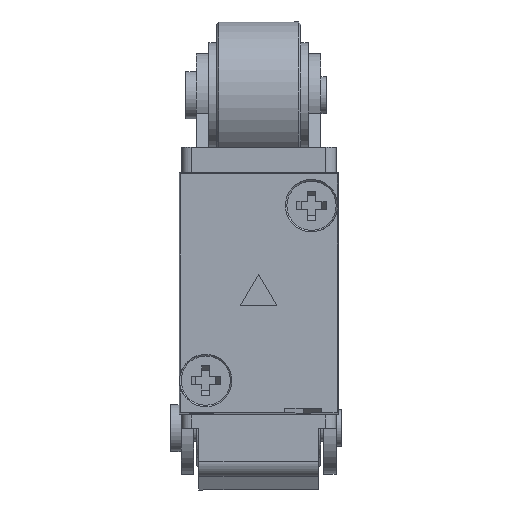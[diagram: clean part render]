
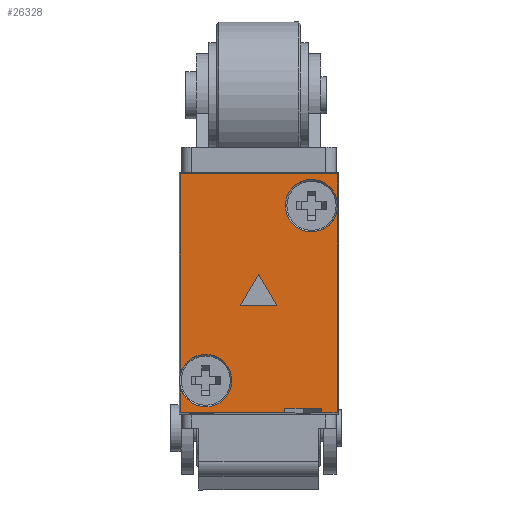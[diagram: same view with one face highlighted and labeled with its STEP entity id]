
A CAD part, top view. The second image highlights one B-rep face of the part: STEP entity #26328.
In plain terms, the highlighted planar face has unit normal (0, 0, 1).
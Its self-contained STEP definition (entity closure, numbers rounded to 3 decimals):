
#294 = DIRECTION ( 'NONE',  ( 0., 0., 1. ) ) ;
#492 = CARTESIAN_POINT ( 'NONE',  ( -5.05, -8.35, 0. ) ) ;
#504 = DIRECTION ( 'NONE',  ( 0., -1., 0. ) ) ;
#1710 = DIRECTION ( 'NONE',  ( 0., 0., 1. ) ) ;
#1816 = VECTOR ( 'NONE', #18706, 1000. ) ;
#1819 = LINE ( 'NONE', #18812, #1816 ) ;
#1822 = VECTOR ( 'NONE', #18816, 1000. ) ;
#1824 = LINE ( 'NONE', #18486, #1822 ) ;
#1825 = VECTOR ( 'NONE', #18839, 1000. ) ;
#1827 = LINE ( 'NONE', #18482, #1825 ) ;
#1829 = VECTOR ( 'NONE', #18443, 1000. ) ;
#1832 = LINE ( 'NONE', #18387, #1829 ) ;
#1833 = VECTOR ( 'NONE', #18834, 1000. ) ;
#1834 = LINE ( 'NONE', #18374, #1833 ) ;
#1836 = VECTOR ( 'NONE', #18614, 1000. ) ;
#1838 = LINE ( 'NONE', #19016, #1836 ) ;
#1840 = VECTOR ( 'NONE', #18901, 1000. ) ;
#1842 = LINE ( 'NONE', #18605, #1840 ) ;
#1844 = VECTOR ( 'NONE', #18811, 1000. ) ;
#1848 = CIRCLE ( 'NONE', #6705, 2.5 ) ;
#1878 = LINE ( 'NONE', #18673, #1844 ) ;
#1917 = VECTOR ( 'NONE', #18240, 1000. ) ;
#1919 = LINE ( 'NONE', #18136, #1917 ) ;
#1920 = VECTOR ( 'NONE', #18145, 1000. ) ;
#1921 = LINE ( 'NONE', #18147, #1920 ) ;
#1923 = VECTOR ( 'NONE', #18157, 1000. ) ;
#1926 = LINE ( 'NONE', #18176, #1923 ) ;
#1928 = VECTOR ( 'NONE', #19156, 1000. ) ;
#1929 = CIRCLE ( 'NONE', #6567, 2.5 ) ;
#1931 = LINE ( 'NONE', #18137, #1928 ) ;
#1936 = VECTOR ( 'NONE', #18381, 1000. ) ;
#1937 = LINE ( 'NONE', #18337, #1936 ) ;
#2037 = PLANE ( 'NONE',  #5489 ) ;
#2194 = CARTESIAN_POINT ( 'NONE',  ( -7.5, -11.4, 0. ) ) ;
#2215 = DIRECTION ( 'NONE',  ( 1., 0., 0. ) ) ;
#4457 = FACE_BOUND ( 'NONE', #16794, .T. ) ;
#4458 = FACE_OUTER_BOUND ( 'NONE', #16611, .T. ) ;
#5489 = AXIS2_PLACEMENT_3D ( 'NONE', #2194, #1710, #2215 ) ;
#6308 = CIRCLE ( 'NONE', #11640, 2.5 ) ;
#6492 = CIRCLE ( 'NONE', #11665, 2.5 ) ;
#6567 = AXIS2_PLACEMENT_3D ( 'NONE', #19221, #18140, #18159 ) ;
#6705 = AXIS2_PLACEMENT_3D ( 'NONE', #19132, #18818, #18710 ) ;
#8448 = CARTESIAN_POINT ( 'NONE',  ( -7.5, -7.853, 0. ) ) ;
#8467 = CARTESIAN_POINT ( 'NONE',  ( -5.05, -5.85, 0. ) ) ;
#8482 = CARTESIAN_POINT ( 'NONE',  ( -5.05, -10.85, 0. ) ) ;
#9515 = DIRECTION ( 'NONE',  ( 0., 0., 1. ) ) ;
#9984 = DIRECTION ( 'NONE',  ( 0., -1., 0. ) ) ;
#10104 = CARTESIAN_POINT ( 'NONE',  ( -5.05, -8.35, 0. ) ) ;
#11640 = AXIS2_PLACEMENT_3D ( 'NONE', #10104, #9515, #9984 ) ;
#11665 = AXIS2_PLACEMENT_3D ( 'NONE', #492, #294, #504 ) ;
#12376 = VERTEX_POINT ( 'NONE', #25257 ) ;
#12381 = VERTEX_POINT ( 'NONE', #25120 ) ;
#12409 = VERTEX_POINT ( 'NONE', #25384 ) ;
#12432 = VERTEX_POINT ( 'NONE', #25379 ) ;
#12444 = VERTEX_POINT ( 'NONE', #25240 ) ;
#12445 = VERTEX_POINT ( 'NONE', #25362 ) ;
#12500 = VERTEX_POINT ( 'NONE', #25024 ) ;
#12531 = VERTEX_POINT ( 'NONE', #25663 ) ;
#12627 = VERTEX_POINT ( 'NONE', #25447 ) ;
#12660 = VERTEX_POINT ( 'NONE', #25642 ) ;
#12716 = VERTEX_POINT ( 'NONE', #25060 ) ;
#12784 = VERTEX_POINT ( 'NONE', #25565 ) ;
#12821 = VERTEX_POINT ( 'NONE', #25176 ) ;
#12822 = VERTEX_POINT ( 'NONE', #25139 ) ;
#16611 = EDGE_LOOP ( 'NONE', ( #20013, #20012, #20011, #20010, #20009, #20008, #20007, #20006, #20005, #20004, #20003, #20002, #20001, #20000 ) ) ;
#16794 = EDGE_LOOP ( 'NONE', ( #20016, #20015, #20014 ) ) ;
#18136 = CARTESIAN_POINT ( 'NONE',  ( 7.5, -11.4, 0. ) ) ;
#18137 = CARTESIAN_POINT ( 'NONE',  ( -7.5, -11.4, 0. ) ) ;
#18140 = DIRECTION ( 'NONE',  ( 0., 0., 1. ) ) ;
#18145 = DIRECTION ( 'NONE',  ( 0., -1., 0. ) ) ;
#18147 = CARTESIAN_POINT ( 'NONE',  ( -7.5, -11.4, 0. ) ) ;
#18157 = DIRECTION ( 'NONE',  ( -1., 0., 0. ) ) ;
#18159 = DIRECTION ( 'NONE',  ( 0., -1., 0. ) ) ;
#18176 = CARTESIAN_POINT ( 'NONE',  ( -7.5, 11.4, 0. ) ) ;
#18240 = DIRECTION ( 'NONE',  ( 0., 1., 0. ) ) ;
#18337 = CARTESIAN_POINT ( 'NONE',  ( -7.5, -11.4, 0. ) ) ;
#18374 = CARTESIAN_POINT ( 'NONE',  ( 6., -11.5, 0. ) ) ;
#18381 = DIRECTION ( 'NONE',  ( 1., 0., 0. ) ) ;
#18387 = CARTESIAN_POINT ( 'NONE',  ( -1.75, -1.203, 0. ) ) ;
#18443 = DIRECTION ( 'NONE',  ( -0.504, -0.864, 0. ) ) ;
#18482 = CARTESIAN_POINT ( 'NONE',  ( 2.5, -11.5, 0. ) ) ;
#18486 = CARTESIAN_POINT ( 'NONE',  ( -1.75, -1.203, 0. ) ) ;
#18605 = CARTESIAN_POINT ( 'NONE',  ( 7.5, -11.4, 0. ) ) ;
#18614 = DIRECTION ( 'NONE',  ( 1., 0., 0. ) ) ;
#18673 = CARTESIAN_POINT ( 'NONE',  ( -7.5, -11.4, 0. ) ) ;
#18706 = DIRECTION ( 'NONE',  ( -0.504, 0.864, 0. ) ) ;
#18710 = DIRECTION ( 'NONE',  ( 1., 0., 0. ) ) ;
#18811 = DIRECTION ( 'NONE',  ( 1., 0., 0. ) ) ;
#18812 = CARTESIAN_POINT ( 'NONE',  ( 1.75, -1.203, 0. ) ) ;
#18816 = DIRECTION ( 'NONE',  ( 1., 0., 0. ) ) ;
#18818 = DIRECTION ( 'NONE',  ( 0., 0., 1. ) ) ;
#18834 = DIRECTION ( 'NONE',  ( 0., 1., 0. ) ) ;
#18839 = DIRECTION ( 'NONE',  ( 0., 1., 0. ) ) ;
#18901 = DIRECTION ( 'NONE',  ( 0., 1., 0. ) ) ;
#19016 = CARTESIAN_POINT ( 'NONE',  ( 6., -11., 0. ) ) ;
#19132 = CARTESIAN_POINT ( 'NONE',  ( 5.05, 8.35, 0. ) ) ;
#19156 = DIRECTION ( 'NONE',  ( 0., -1., 0. ) ) ;
#19221 = CARTESIAN_POINT ( 'NONE',  ( -5.05, -8.35, 0. ) ) ;
#20000 = ORIENTED_EDGE ( 'NONE', *, *, #24773, .T. ) ;
#20001 = ORIENTED_EDGE ( 'NONE', *, *, #24776, .T. ) ;
#20002 = ORIENTED_EDGE ( 'NONE', *, *, #24775, .F. ) ;
#20003 = ORIENTED_EDGE ( 'NONE', *, *, #20724, .F. ) ;
#20004 = ORIENTED_EDGE ( 'NONE', *, *, #20784, .F. ) ;
#20005 = ORIENTED_EDGE ( 'NONE', *, *, #24778, .T. ) ;
#20006 = ORIENTED_EDGE ( 'NONE', *, *, #24777, .T. ) ;
#20007 = ORIENTED_EDGE ( 'NONE', *, *, #24779, .T. ) ;
#20008 = ORIENTED_EDGE ( 'NONE', *, *, #24780, .F. ) ;
#20009 = ORIENTED_EDGE ( 'NONE', *, *, #24782, .T. ) ;
#20010 = ORIENTED_EDGE ( 'NONE', *, *, #24781, .T. ) ;
#20011 = ORIENTED_EDGE ( 'NONE', *, *, #24784, .F. ) ;
#20012 = ORIENTED_EDGE ( 'NONE', *, *, #24783, .T. ) ;
#20013 = ORIENTED_EDGE ( 'NONE', *, *, #24786, .T. ) ;
#20014 = ORIENTED_EDGE ( 'NONE', *, *, #24785, .F. ) ;
#20015 = ORIENTED_EDGE ( 'NONE', *, *, #24787, .F. ) ;
#20016 = ORIENTED_EDGE ( 'NONE', *, *, #24788, .F. ) ;
#20724 = EDGE_CURVE ( 'NONE', #27885, #27894, #6492, .T. ) ;
#20784 = EDGE_CURVE ( 'NONE', #27894, #27906, #6308, .T. ) ;
#24773 = EDGE_CURVE ( 'NONE', #12822, #12660, #1937, .T. ) ;
#24775 = EDGE_CURVE ( 'NONE', #12445, #27885, #1929, .T. ) ;
#24776 = EDGE_CURVE ( 'NONE', #12445, #12822, #1931, .T. ) ;
#24777 = EDGE_CURVE ( 'NONE', #12409, #12716, #1926, .T. ) ;
#24778 = EDGE_CURVE ( 'NONE', #12716, #27906, #1921, .T. ) ;
#24779 = EDGE_CURVE ( 'NONE', #12531, #12409, #1919, .T. ) ;
#24780 = EDGE_CURVE ( 'NONE', #12531, #12784, #1848, .T. ) ;
#24781 = EDGE_CURVE ( 'NONE', #12627, #12376, #1878, .T. ) ;
#24782 = EDGE_CURVE ( 'NONE', #12376, #12784, #1842, .T. ) ;
#24783 = EDGE_CURVE ( 'NONE', #12500, #12381, #1838, .T. ) ;
#24784 = EDGE_CURVE ( 'NONE', #12627, #12381, #1834, .T. ) ;
#24785 = EDGE_CURVE ( 'NONE', #12444, #12432, #1832, .T. ) ;
#24786 = EDGE_CURVE ( 'NONE', #12660, #12500, #1827, .T. ) ;
#24787 = EDGE_CURVE ( 'NONE', #12432, #12821, #1824, .T. ) ;
#24788 = EDGE_CURVE ( 'NONE', #12821, #12444, #1819, .T. ) ;
#25024 = CARTESIAN_POINT ( 'NONE',  ( 2.5, -11., 0. ) ) ;
#25060 = CARTESIAN_POINT ( 'NONE',  ( -7.5, 11.4, 0. ) ) ;
#25120 = CARTESIAN_POINT ( 'NONE',  ( 6., -11., 0. ) ) ;
#25139 = CARTESIAN_POINT ( 'NONE',  ( -7.5, -11.4, 0. ) ) ;
#25176 = CARTESIAN_POINT ( 'NONE',  ( 1.75, -1.203, 0. ) ) ;
#25240 = CARTESIAN_POINT ( 'NONE',  ( 0., 1.797, 0. ) ) ;
#25257 = CARTESIAN_POINT ( 'NONE',  ( 7.5, -11.4, 0. ) ) ;
#25362 = CARTESIAN_POINT ( 'NONE',  ( -7.5, -8.847, 0. ) ) ;
#25379 = CARTESIAN_POINT ( 'NONE',  ( -1.75, -1.203, 0. ) ) ;
#25384 = CARTESIAN_POINT ( 'NONE',  ( 7.5, 11.4, 0. ) ) ;
#25447 = CARTESIAN_POINT ( 'NONE',  ( 6., -11.4, 0. ) ) ;
#25565 = CARTESIAN_POINT ( 'NONE',  ( 7.5, 7.853, 0. ) ) ;
#25642 = CARTESIAN_POINT ( 'NONE',  ( 2.5, -11.4, 0. ) ) ;
#25663 = CARTESIAN_POINT ( 'NONE',  ( 7.5, 8.847, 0. ) ) ;
#26328 = ADVANCED_FACE ( 'NONE', ( #4457, #4458 ), #2037, .T. ) ;
#27885 = VERTEX_POINT ( 'NONE', #8482 ) ;
#27894 = VERTEX_POINT ( 'NONE', #8467 ) ;
#27906 = VERTEX_POINT ( 'NONE', #8448 ) ;
